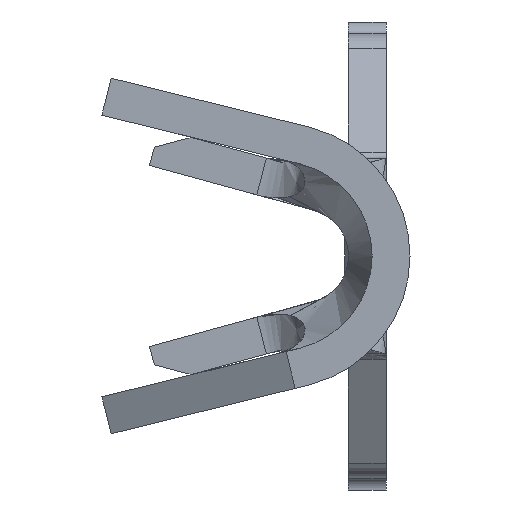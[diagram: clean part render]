
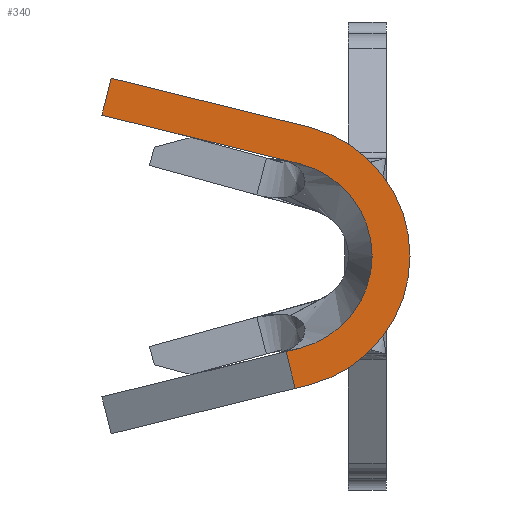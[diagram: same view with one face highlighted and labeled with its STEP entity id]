
A CAD part, left-side view. The second image highlights one B-rep face of the part: STEP entity #340.
In plain terms, the highlighted planar face has unit normal (-1, 0, 0).
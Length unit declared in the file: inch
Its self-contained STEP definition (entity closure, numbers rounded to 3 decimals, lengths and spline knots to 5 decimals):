
#50 = CARTESIAN_POINT ( 'NONE',  ( -0.57, 0.092, 0. ) ) ;
#103 = CIRCLE ( 'NONE', #5396, 0.08 ) ;
#340 = ADVANCED_FACE ( 'NONE', ( #3475 ), #5151, .T. ) ;
#496 = CARTESIAN_POINT ( 'NONE',  ( -0.57, 0.23233, 0.15 ) ) ;
#519 = DIRECTION ( 'NONE',  ( 0., -0.971, 0.24 ) ) ;
#569 = VERTEX_POINT ( 'NONE', #2290 ) ;
#606 = VERTEX_POINT ( 'NONE', #6643 ) ;
#614 = DIRECTION ( 'NONE',  ( 0., 0., 1. ) ) ;
#818 = DIRECTION ( 'NONE',  ( 0., 0.971, 0.24 ) ) ;
#1039 = EDGE_CURVE ( 'NONE', #606, #3923, #2403, .T. ) ;
#1081 = CARTESIAN_POINT ( 'NONE',  ( -0.57, 0.092, 0. ) ) ;
#1185 = VECTOR ( 'NONE', #7381, 39.37008 ) ;
#1602 = EDGE_CURVE ( 'NONE', #1994, #3820, #3677, .T. ) ;
#1606 = CARTESIAN_POINT ( 'NONE',  ( -0.57, 0.06516, 0.10874 ) ) ;
#1633 = VERTEX_POINT ( 'NONE', #6649 ) ;
#1666 = DIRECTION ( 'NONE',  ( 0., 0., 1. ) ) ;
#1773 = EDGE_CURVE ( 'NONE', #1633, #569, #4499, .T. ) ;
#1908 = ORIENTED_EDGE ( 'NONE', *, *, #2954, .T. ) ;
#1994 = VERTEX_POINT ( 'NONE', #7247 ) ;
#2145 = LINE ( 'NONE', #3467, #3462 ) ;
#2290 = CARTESIAN_POINT ( 'NONE',  ( -0.57, 0.06516, -0.10874 ) ) ;
#2304 = CARTESIAN_POINT ( 'NONE',  ( -0.57, 0.092, 0. ) ) ;
#2401 = ORIENTED_EDGE ( 'NONE', *, *, #4303, .T. ) ;
#2403 = LINE ( 'NONE', #6464, #6563 ) ;
#2506 = DIRECTION ( 'NONE',  ( 0., 0.971, -0.24 ) ) ;
#2655 = ORIENTED_EDGE ( 'NONE', *, *, #4254, .T. ) ;
#2716 = VECTOR ( 'NONE', #818, 39.37008 ) ;
#2836 = DIRECTION ( 'NONE',  ( 0., 0., 1. ) ) ;
#2859 = ORIENTED_EDGE ( 'NONE', *, *, #1602, .T. ) ;
#2954 = EDGE_CURVE ( 'NONE', #4872, #6144, #7242, .T. ) ;
#3224 = CARTESIAN_POINT ( 'NONE',  ( -0.57, 0.07283, 0.07767 ) ) ;
#3443 = CARTESIAN_POINT ( 'NONE',  ( -0.57, 0.24, 0.11893 ) ) ;
#3462 = VECTOR ( 'NONE', #6897, 39.37008 ) ;
#3467 = CARTESIAN_POINT ( 'NONE',  ( -0.57, 0.12988, 0.10259 ) ) ;
#3475 = FACE_OUTER_BOUND ( 'NONE', #3797, .T. ) ;
#3664 = ORIENTED_EDGE ( 'NONE', *, *, #5771, .T. ) ;
#3677 = LINE ( 'NONE', #3224, #5214 ) ;
#3797 = EDGE_LOOP ( 'NONE', ( #3664, #6196, #2655, #1908, #2401, #2859, #5080, #6243 ) ) ;
#3820 = VERTEX_POINT ( 'NONE', #6018 ) ;
#3923 = VERTEX_POINT ( 'NONE', #7219 ) ;
#3931 = CARTESIAN_POINT ( 'NONE',  ( -0.57, 0.06516, -0.10874 ) ) ;
#4027 = LINE ( 'NONE', #3443, #1185 ) ;
#4054 = EDGE_CURVE ( 'NONE', #3820, #606, #103, .T. ) ;
#4221 = CARTESIAN_POINT ( 'NONE',  ( -0.57, 0.06516, 0.10874 ) ) ;
#4254 = EDGE_CURVE ( 'NONE', #569, #4872, #7209, .T. ) ;
#4303 = EDGE_CURVE ( 'NONE', #6144, #1994, #4027, .T. ) ;
#4499 = LINE ( 'NONE', #3931, #7138 ) ;
#4509 = AXIS2_PLACEMENT_3D ( 'NONE', #2304, #6255, #2836 ) ;
#4872 = VERTEX_POINT ( 'NONE', #1606 ) ;
#5053 = DIRECTION ( 'NONE',  ( 1., 0., 0. ) ) ;
#5080 = ORIENTED_EDGE ( 'NONE', *, *, #4054, .T. ) ;
#5151 = PLANE ( 'NONE',  #6011 ) ;
#5214 = VECTOR ( 'NONE', #6628, 39.37008 ) ;
#5396 = AXIS2_PLACEMENT_3D ( 'NONE', #1081, #5053, #1666 ) ;
#5771 = EDGE_CURVE ( 'NONE', #3923, #1633, #2145, .T. ) ;
#6011 = AXIS2_PLACEMENT_3D ( 'NONE', #50, #6272, #614 ) ;
#6018 = CARTESIAN_POINT ( 'NONE',  ( -0.57, 0.07283, 0.07767 ) ) ;
#6144 = VERTEX_POINT ( 'NONE', #496 ) ;
#6196 = ORIENTED_EDGE ( 'NONE', *, *, #1773, .T. ) ;
#6243 = ORIENTED_EDGE ( 'NONE', *, *, #1039, .T. ) ;
#6255 = DIRECTION ( 'NONE',  ( -1., 0., 0. ) ) ;
#6272 = DIRECTION ( 'NONE',  ( -1., 0., 0. ) ) ;
#6464 = CARTESIAN_POINT ( 'NONE',  ( -0.57, 0.07283, -0.07767 ) ) ;
#6563 = VECTOR ( 'NONE', #2506, 39.37008 ) ;
#6628 = DIRECTION ( 'NONE',  ( 0., -0.971, -0.24 ) ) ;
#6643 = CARTESIAN_POINT ( 'NONE',  ( -0.57, 0.07283, -0.07767 ) ) ;
#6649 = CARTESIAN_POINT ( 'NONE',  ( -0.57, 0.07699, -0.11166 ) ) ;
#6897 = DIRECTION ( 'NONE',  ( 0., -0.24, -0.971 ) ) ;
#7138 = VECTOR ( 'NONE', #519, 39.37008 ) ;
#7209 = CIRCLE ( 'NONE', #4509, 0.112 ) ;
#7219 = CARTESIAN_POINT ( 'NONE',  ( -0.57, 0.08466, -0.08059 ) ) ;
#7242 = LINE ( 'NONE', #4221, #2716 ) ;
#7247 = CARTESIAN_POINT ( 'NONE',  ( -0.57, 0.24, 0.11893 ) ) ;
#7381 = DIRECTION ( 'NONE',  ( 0., 0.24, -0.971 ) ) ;
